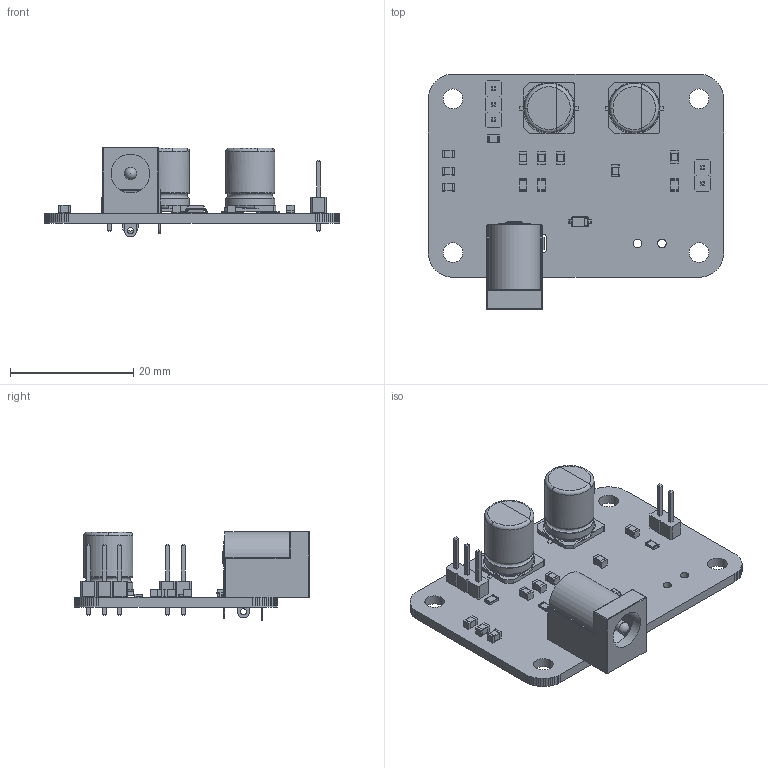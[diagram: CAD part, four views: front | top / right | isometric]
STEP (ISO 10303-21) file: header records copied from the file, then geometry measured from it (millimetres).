
FILE_DESCRIPTION(('KiCad electronic assembly'),'2;1');
FILE_NAME('explorer.step','2024-03-13T12:18:23',('Pcbnew'),('Kicad'), 'Open CASCADE STEP processor 7.7','KiCad to STEP converter','Unknown' );
FILE_SCHEMA(('AUTOMOTIVE_DESIGN { 1 0 10303 214 1 1 1 1 }'));
Length unit declared in the file: millimetre
Products named in the file (16): explorer 1; R_0805_2012Metric; C_0805_2012Metric; BarrelJack_Horizontal; CP_Elec_8x10.5; CP_Elec_8x105; PinHeader_1x02_P2.54mm_Vertical; PinHeader_1x02_P254mm_Vertical; D_SOD-123; D_SOD_123; PinHeader_1x03_P2.54mm_Vertical; PinHeader_1x03_P254mm_Vertical; explorer PCB
Assembly tree (26 placements, depth 3):
  explorer 1
    R_0805_2012Metric  x4
      R_0805_2012Metric
    C_0805_2012Metric  x8
      C_0805_2012Metric
    BarrelJack_Horizontal
      BarrelJack_Horizontal
    CP_Elec_8x10.5  x2
      CP_Elec_8x105
    PinHeader_1x02_P2.54mm_Vertical
      PinHeader_1x02_P254mm_Vertical
    D_SOD-123
      D_SOD_123
    PinHeader_1x03_P2.54mm_Vertical
      PinHeader_1x03_P254mm_Vertical
    explorer PCB
Bounding box: 48 x 38.3 x 14.6 mm (x, y, z)
Volume: 4320.4 mm3; surface area: 6214.3 mm2
Topology: 23 solids, 23 shells, 833 faces, 2133 edges, 1373 vertices
Faces by surface type: plane 595, cylinder 191, bspline 30, torus 8, sphere 5, extrusion 2, revolution 2
Full cylindrical faces by diameter (mm): 1 x7, 1.4 x2, 1.5 x2, 2 x2, 3.2 x4, 6.3 x1, 8 x4
Entity records: 36200 total; most frequent: CARTESIAN_POINT 6936, DIRECTION 4798, VECTOR 3403, LINE 3401, ORIENTED_EDGE 2634, PCURVE 2634, DEFINITIONAL_REPRESENTATION 2634, EDGE_CURVE 1317
